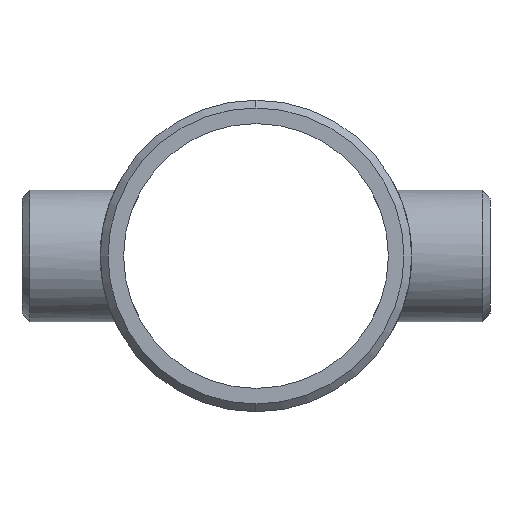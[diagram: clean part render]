
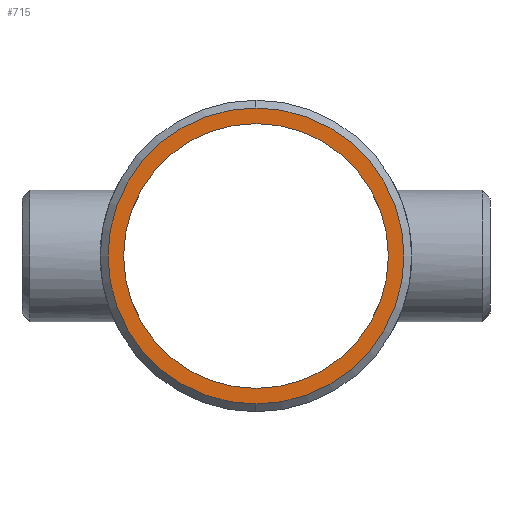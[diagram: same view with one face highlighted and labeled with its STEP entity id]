
A CAD part, left-side view. The second image highlights one B-rep face of the part: STEP entity #715.
In plain terms, the highlighted planar face has unit normal (-1, 0, 0).
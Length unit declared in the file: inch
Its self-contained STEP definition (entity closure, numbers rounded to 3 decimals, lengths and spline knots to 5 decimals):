
#8 = CIRCLE ( 'NONE', #65, 1.913 ) ;
#13 = VERTEX_POINT ( 'NONE', #436 ) ;
#14 = CARTESIAN_POINT ( 'NONE',  ( -4.12, 0., 0. ) ) ;
#18 = DIRECTION ( 'NONE',  ( -1., 0., 0. ) ) ;
#65 = AXIS2_PLACEMENT_3D ( 'NONE', #393, #747, #400 ) ;
#103 = CIRCLE ( 'NONE', #158, 1.913 ) ;
#114 = FACE_BOUND ( 'NONE', #476, .T. ) ;
#118 = FACE_OUTER_BOUND ( 'NONE', #425, .T. ) ;
#124 = DIRECTION ( 'NONE',  ( 1., 0., 0. ) ) ;
#158 = AXIS2_PLACEMENT_3D ( 'NONE', #374, #124, #1095 ) ;
#186 = CARTESIAN_POINT ( 'NONE',  ( -4.12, 0., -1.913 ) ) ;
#278 = DIRECTION ( 'NONE',  ( -1., 0., 0. ) ) ;
#300 = EDGE_CURVE ( 'NONE', #1147, #13, #744, .T. ) ;
#311 = CARTESIAN_POINT ( 'NONE',  ( -4.12, 0., 1.913 ) ) ;
#374 = CARTESIAN_POINT ( 'NONE',  ( -4.12, 0., 0. ) ) ;
#393 = CARTESIAN_POINT ( 'NONE',  ( -4.12, 0., 0. ) ) ;
#395 = VERTEX_POINT ( 'NONE', #311 ) ;
#400 = DIRECTION ( 'NONE',  ( 0., 0., 1. ) ) ;
#413 = CARTESIAN_POINT ( 'NONE',  ( -4.12, 0., 2.13767 ) ) ;
#415 = DIRECTION ( 'NONE',  ( -1., 0., 0. ) ) ;
#425 = EDGE_LOOP ( 'NONE', ( #887, #501 ) ) ;
#436 = CARTESIAN_POINT ( 'NONE',  ( -4.12, 0., -2.13767 ) ) ;
#476 = EDGE_LOOP ( 'NONE', ( #1117, #1045 ) ) ;
#501 = ORIENTED_EDGE ( 'NONE', *, *, #300, .T. ) ;
#561 = DIRECTION ( 'NONE',  ( 0., 0., -1. ) ) ;
#622 = CIRCLE ( 'NONE', #772, 2.13767 ) ;
#628 = VERTEX_POINT ( 'NONE', #186 ) ;
#677 = CARTESIAN_POINT ( 'NONE',  ( -4.12, 0., 0. ) ) ;
#715 = ADVANCED_FACE ( 'NONE', ( #118, #114 ), #823, .T. ) ;
#734 = EDGE_CURVE ( 'NONE', #628, #395, #103, .T. ) ;
#744 = CIRCLE ( 'NONE', #1079, 2.13767 ) ;
#747 = DIRECTION ( 'NONE',  ( 1., 0., 0. ) ) ;
#772 = AXIS2_PLACEMENT_3D ( 'NONE', #677, #415, #1047 ) ;
#823 = PLANE ( 'NONE',  #873 ) ;
#873 = AXIS2_PLACEMENT_3D ( 'NONE', #14, #18, #561 ) ;
#883 = EDGE_CURVE ( 'NONE', #13, #1147, #622, .T. ) ;
#887 = ORIENTED_EDGE ( 'NONE', *, *, #883, .T. ) ;
#916 = DIRECTION ( 'NONE',  ( 0., 0., 1. ) ) ;
#1045 = ORIENTED_EDGE ( 'NONE', *, *, #734, .T. ) ;
#1047 = DIRECTION ( 'NONE',  ( 0., 0., 1. ) ) ;
#1079 = AXIS2_PLACEMENT_3D ( 'NONE', #1091, #278, #916 ) ;
#1091 = CARTESIAN_POINT ( 'NONE',  ( -4.12, 0., 0. ) ) ;
#1095 = DIRECTION ( 'NONE',  ( 0., 0., 1. ) ) ;
#1101 = EDGE_CURVE ( 'NONE', #395, #628, #8, .T. ) ;
#1117 = ORIENTED_EDGE ( 'NONE', *, *, #1101, .T. ) ;
#1147 = VERTEX_POINT ( 'NONE', #413 ) ;
